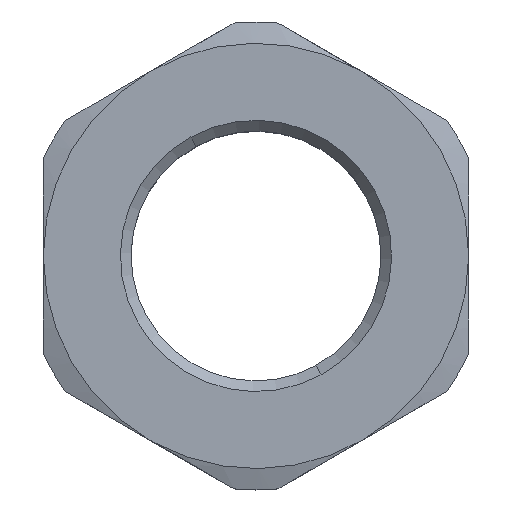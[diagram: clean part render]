
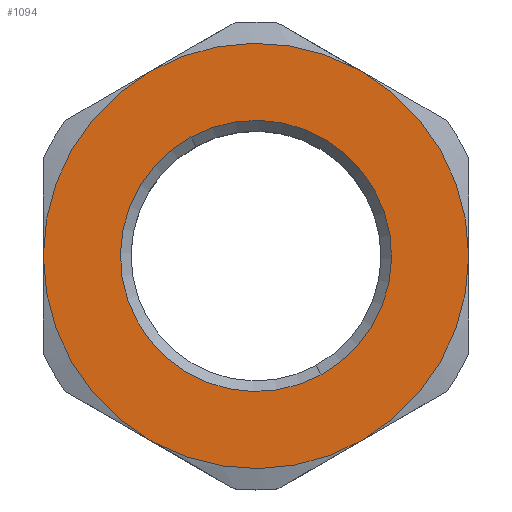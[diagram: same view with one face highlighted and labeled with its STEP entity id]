
A CAD part, top view. The second image highlights one B-rep face of the part: STEP entity #1094.
In plain terms, the highlighted planar face has unit normal (0, 0, 1).
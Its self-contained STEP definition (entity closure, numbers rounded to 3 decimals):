
#932=AXIS2_PLACEMENT_3D('Circle Axis2P3D',#930,#931,$) ;
#943=AXIS2_PLACEMENT_3D('Circle Axis2P3D',#941,#942,$) ;
#957=AXIS2_PLACEMENT_3D('Circle Axis2P3D',#955,#956,$) ;
#969=AXIS2_PLACEMENT_3D('Circle Axis2P3D',#967,#968,$) ;
#988=AXIS2_PLACEMENT_3D('Circle Axis2P3D',#986,#987,$) ;
#999=AXIS2_PLACEMENT_3D('Circle Axis2P3D',#997,#998,$) ;
#1013=AXIS2_PLACEMENT_3D('Circle Axis2P3D',#1011,#1012,$) ;
#1025=AXIS2_PLACEMENT_3D('Circle Axis2P3D',#1023,#1024,$) ;
#1064=AXIS2_PLACEMENT_3D('Plane Axis2P3D',#1061,#1062,#1063) ;
#1078=AXIS2_PLACEMENT_3D('Circle Axis2P3D',#1076,#1077,$) ;
#1087=AXIS2_PLACEMENT_3D('Circle Axis2P3D',#1085,#1086,$) ;
#427=CARTESIAN_POINT('Vertex',(40.,22.,21.)) ;
#507=CARTESIAN_POINT('Vertex',(30.,4.679,21.)) ;
#623=CARTESIAN_POINT('Vertex',(10.,4.679,21.)) ;
#701=CARTESIAN_POINT('Vertex',(0.,22.,21.)) ;
#781=CARTESIAN_POINT('Vertex',(10.,39.321,21.)) ;
#895=CARTESIAN_POINT('Vertex',(30.,39.321,21.)) ;
#927=CARTESIAN_POINT('Vertex',(10.411,4.448,21.)) ;
#930=CARTESIAN_POINT('Axis2P3D Location',(20.,22.,21.)) ;
#941=CARTESIAN_POINT('Axis2P3D Location',(20.,22.,21.)) ;
#955=CARTESIAN_POINT('Axis2P3D Location',(20.,22.,21.)) ;
#967=CARTESIAN_POINT('Axis2P3D Location',(20.,22.,21.)) ;
#983=CARTESIAN_POINT('Vertex',(29.589,39.552,21.)) ;
#986=CARTESIAN_POINT('Axis2P3D Location',(20.,22.,21.)) ;
#997=CARTESIAN_POINT('Axis2P3D Location',(20.,22.,21.)) ;
#1011=CARTESIAN_POINT('Axis2P3D Location',(20.,22.,21.)) ;
#1023=CARTESIAN_POINT('Axis2P3D Location',(20.,22.,21.)) ;
#1061=CARTESIAN_POINT('Axis2P3D Location',(20.,22.,21.)) ;
#1076=CARTESIAN_POINT('Axis2P3D Location',(20.,22.,21.)) ;
#1080=CARTESIAN_POINT('Vertex',(13.887,33.189,21.)) ;
#1082=CARTESIAN_POINT('Vertex',(26.113,10.811,21.)) ;
#1085=CARTESIAN_POINT('Axis2P3D Location',(20.,22.,21.)) ;
#931=DIRECTION('Axis2P3D Direction',(0.,0.,-1.)) ;
#942=DIRECTION('Axis2P3D Direction',(0.,0.,-1.)) ;
#956=DIRECTION('Axis2P3D Direction',(0.,0.,-1.)) ;
#968=DIRECTION('Axis2P3D Direction',(0.,0.,-1.)) ;
#987=DIRECTION('Axis2P3D Direction',(0.,0.,-1.)) ;
#998=DIRECTION('Axis2P3D Direction',(0.,0.,-1.)) ;
#1012=DIRECTION('Axis2P3D Direction',(0.,0.,-1.)) ;
#1024=DIRECTION('Axis2P3D Direction',(0.,0.,-1.)) ;
#1062=DIRECTION('Axis2P3D Direction',(0.,0.,-1.)) ;
#1063=DIRECTION('Axis2P3D XDirection',(0.,1.,0.)) ;
#1077=DIRECTION('Axis2P3D Direction',(0.,0.,-1.)) ;
#1086=DIRECTION('Axis2P3D Direction',(0.,0.,-1.)) ;
#1067=ORIENTED_EDGE('',*,*,#934,.F.) ;
#1068=ORIENTED_EDGE('',*,*,#945,.F.) ;
#1069=ORIENTED_EDGE('',*,*,#959,.F.) ;
#1070=ORIENTED_EDGE('',*,*,#971,.F.) ;
#1071=ORIENTED_EDGE('',*,*,#990,.F.) ;
#1072=ORIENTED_EDGE('',*,*,#1001,.F.) ;
#1073=ORIENTED_EDGE('',*,*,#1015,.F.) ;
#1074=ORIENTED_EDGE('',*,*,#1027,.F.) ;
#1091=ORIENTED_EDGE('',*,*,#1084,.T.) ;
#1092=ORIENTED_EDGE('',*,*,#1089,.T.) ;
#1093=FACE_BOUND('',#1090,.T.) ;
#1094=ADVANCED_FACE('Adapter_M32-M25.1\\Koerper.2',(#1075,#1093),#1065,.F.) ;
#933=CIRCLE('generated circle',#932,20.) ;
#944=CIRCLE('generated circle',#943,20.) ;
#958=CIRCLE('generated circle',#957,20.) ;
#970=CIRCLE('generated circle',#969,20.) ;
#989=CIRCLE('generated circle',#988,20.) ;
#1000=CIRCLE('generated circle',#999,20.) ;
#1014=CIRCLE('generated circle',#1013,20.) ;
#1026=CIRCLE('generated circle',#1025,20.) ;
#1079=CIRCLE('generated circle',#1078,12.75) ;
#1088=CIRCLE('generated circle',#1087,12.75) ;
#934=EDGE_CURVE('',#928,#624,#933,.T.) ;
#945=EDGE_CURVE('',#508,#928,#944,.T.) ;
#959=EDGE_CURVE('',#428,#508,#958,.T.) ;
#971=EDGE_CURVE('',#896,#428,#970,.T.) ;
#990=EDGE_CURVE('',#984,#896,#989,.T.) ;
#1001=EDGE_CURVE('',#782,#984,#1000,.T.) ;
#1015=EDGE_CURVE('',#702,#782,#1014,.T.) ;
#1027=EDGE_CURVE('',#624,#702,#1026,.T.) ;
#1084=EDGE_CURVE('',#1081,#1083,#1079,.T.) ;
#1089=EDGE_CURVE('',#1083,#1081,#1088,.T.) ;
#1066=EDGE_LOOP('',(#1067,#1068,#1069,#1070,#1071,#1072,#1073,#1074)) ;
#1090=EDGE_LOOP('',(#1091,#1092)) ;
#1075=FACE_OUTER_BOUND('',#1066,.T.) ;
#1065=PLANE('',#1064) ;
#428=VERTEX_POINT('',#427) ;
#508=VERTEX_POINT('',#507) ;
#624=VERTEX_POINT('',#623) ;
#702=VERTEX_POINT('',#701) ;
#782=VERTEX_POINT('',#781) ;
#896=VERTEX_POINT('',#895) ;
#928=VERTEX_POINT('',#927) ;
#984=VERTEX_POINT('',#983) ;
#1081=VERTEX_POINT('',#1080) ;
#1083=VERTEX_POINT('',#1082) ;
